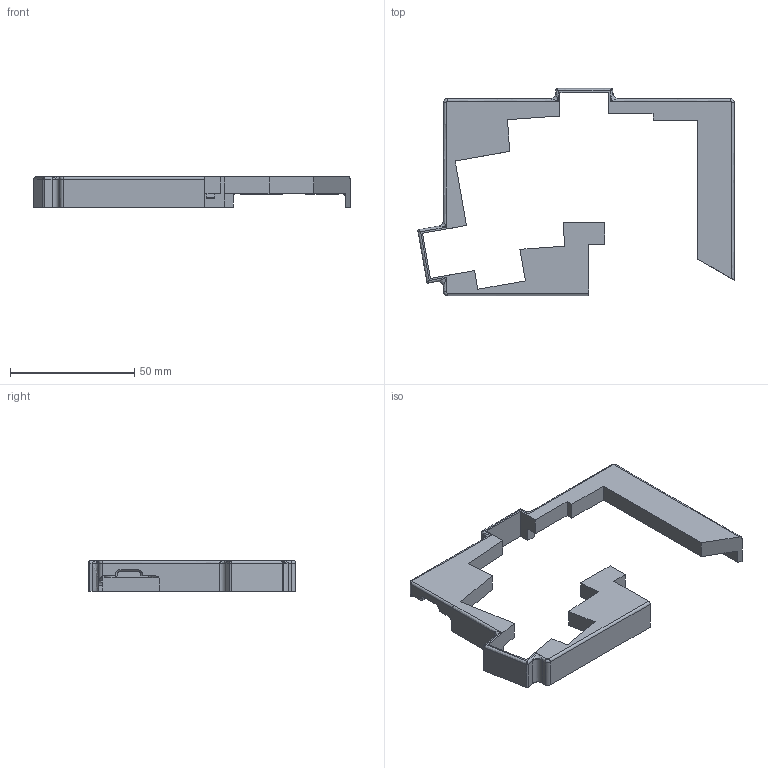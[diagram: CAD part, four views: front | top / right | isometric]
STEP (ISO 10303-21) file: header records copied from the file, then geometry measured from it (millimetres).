
FILE_DESCRIPTION(/* description */ ('STEP AP242','CAx-IF Rec.Pracs.---Representation and Presentation of Product Manufacturing Information (PMI)---4.0---2014-10-13','CAx-IF Rec.Pracs.---3D Tessellated Geometry---0.4---2014-09-14','2;1'),/* implementation_level */ '2;1');
FILE_NAME(/* name */ 'Top - left',/* time_stamp */ '2025-03-18T11:22:39Z',/* author */ (''),/* organization */ (''),/* preprocessor_version */ 'ST-DEVELOPER v20',/* originating_system */ 'ONSHAPE BY PTC INC, 1.195',/* authorisation */ ' ');
FILE_SCHEMA (('AP242_MANAGED_MODEL_BASED_3D_ENGINEERING_MIM_LF { 1 0 10303 442 1 1 4 }'));
Length unit declared in the file: metre
Products named in the file (1): left
Bounding box: 127.4 x 83.5 x 12.35 mm (x, y, z)
Volume: 12958.1 mm3; surface area: 17836 mm2
Topology: 1 solids, 1 shells, 217 faces, 601 edges, 384 vertices
Faces by surface type: plane 146, cylinder 39, bspline 30, cone 2
Full cylindrical faces by diameter (mm): 2 x1, 3.4 x1, 4.2 x4
Entity records: 11114 total; most frequent: CARTESIAN_POINT 5863, ORIENTED_EDGE 1164, DIRECTION 944, EDGE_CURVE 582, LINE 428, VECTOR 428, VERTEX_POINT 379, AXIS2_PLACEMENT_3D 258
